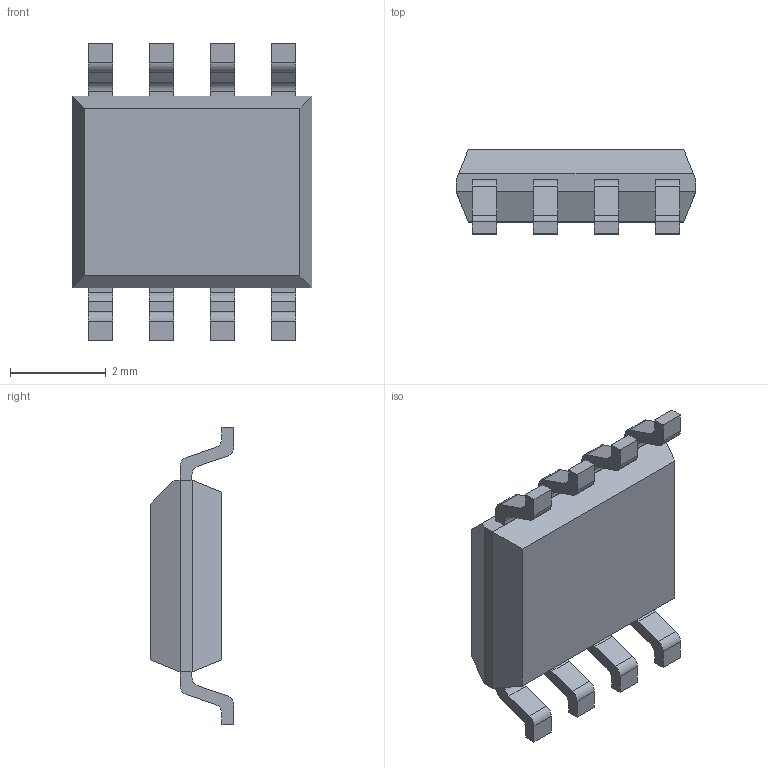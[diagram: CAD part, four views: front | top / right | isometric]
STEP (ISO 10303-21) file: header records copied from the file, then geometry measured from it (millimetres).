
FILE_DESCRIPTION (( 'STEP AP214' ), '1' );
FILE_NAME ('50018137-027D-4C4D-BD06-A152495EDE60.STEP', '2023-03-03T04:54:15', ( '' ), ( '' ), 'SwSTEP 2.0', 'SolidWorks 2022', '' );
FILE_SCHEMA (( 'AUTOMOTIVE_DESIGN' ));
Length unit declared in the file: millimetre
Products named in the file (1): 50018137-027D-4C4D-BD06-A152495EDE60
Bounding box: 5 x 1.75 x 6.2 mm (x, y, z)
Volume: 28.8 mm3; surface area: 80.8 mm2
Topology: 9 solids, 9 shells, 129 faces, 324 edges, 214 vertices
Faces by surface type: plane 95, cylinder 34
Entity records: 4593 total; most frequent: CARTESIAN_POINT 668, DIRECTION 652, ORIENTED_EDGE 648, EDGE_CURVE 324, LINE 256, VECTOR 256, VERTEX_POINT 214, AXIS2_PLACEMENT_3D 198
